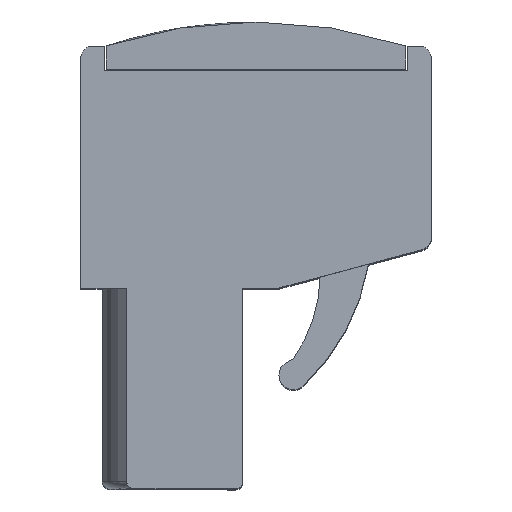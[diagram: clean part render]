
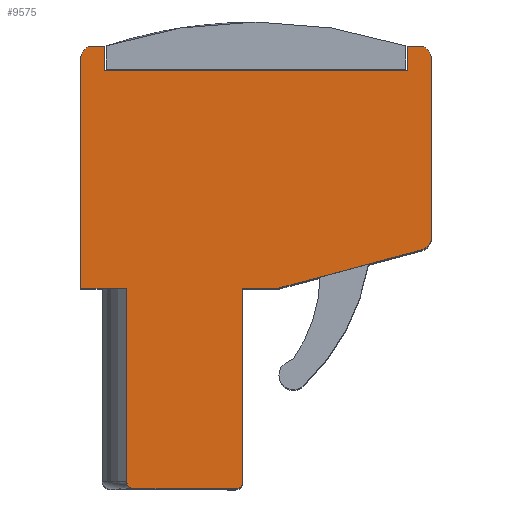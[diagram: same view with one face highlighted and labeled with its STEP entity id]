
A CAD part, top view. The second image highlights one B-rep face of the part: STEP entity #9575.
In plain terms, the highlighted planar face has unit normal (0, 0, 1).
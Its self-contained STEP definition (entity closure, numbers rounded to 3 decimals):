
#90 = DIRECTION ( 'NONE',  ( 0., 0., 1. ) ) ;
#147 = AXIS2_PLACEMENT_3D ( 'NONE', #10791, #4027, #11909 ) ;
#245 = LINE ( 'NONE', #4526, #14613 ) ;
#379 = EDGE_CURVE ( 'NONE', #6861, #14411, #7403, .T. ) ;
#385 = VERTEX_POINT ( 'NONE', #11121 ) ;
#726 = ORIENTED_EDGE ( 'NONE', *, *, #2174, .T. ) ;
#1090 = CARTESIAN_POINT ( 'NONE',  ( 10.2, 10.372, 2.54 ) ) ;
#1453 = CARTESIAN_POINT ( 'NONE',  ( 4.4, 8.3, 2.54 ) ) ;
#1489 = EDGE_CURVE ( 'NONE', #4133, #2780, #2454, .T. ) ;
#1545 = ORIENTED_EDGE ( 'NONE', *, *, #2886, .T. ) ;
#1600 = EDGE_CURVE ( 'NONE', #9412, #6861, #13910, .T. ) ;
#1602 = CARTESIAN_POINT ( 'NONE',  ( 10.7, 18.3, 2.54 ) ) ;
#1638 = VECTOR ( 'NONE', #9571, 1000. ) ;
#1661 = CARTESIAN_POINT ( 'NONE',  ( 10.7, 18.3, 2.54 ) ) ;
#2174 = EDGE_CURVE ( 'NONE', #385, #3852, #3799, .T. ) ;
#2228 = VERTEX_POINT ( 'NONE', #7793 ) ;
#2255 = EDGE_CURVE ( 'NONE', #3852, #2780, #9111, .T. ) ;
#2279 = DIRECTION ( 'NONE',  ( 1., 0., 0. ) ) ;
#2330 = DIRECTION ( 'NONE',  ( 0., 1., 0. ) ) ;
#2454 = LINE ( 'NONE', #10929, #11107 ) ;
#2490 = CIRCLE ( 'NONE', #4786, 0.5 ) ;
#2592 = CARTESIAN_POINT ( 'NONE',  ( 2.6, 0., 2.54 ) ) ;
#2780 = VERTEX_POINT ( 'NONE', #10063 ) ;
#2857 = DIRECTION ( 'NONE',  ( -1., 0., 0. ) ) ;
#2875 = VECTOR ( 'NONE', #13687, 1000. ) ;
#2886 = EDGE_CURVE ( 'NONE', #2228, #8073, #11862, .T. ) ;
#2915 = ORIENTED_EDGE ( 'NONE', *, *, #13717, .T. ) ;
#3207 = CARTESIAN_POINT ( 'NONE',  ( -3.8, 18.3, 2.54 ) ) ;
#3243 = ORIENTED_EDGE ( 'NONE', *, *, #379, .F. ) ;
#3326 = CARTESIAN_POINT ( 'NONE',  ( 0., 0., 2.54 ) ) ;
#3464 = VECTOR ( 'NONE', #11099, 1000. ) ;
#3674 = CARTESIAN_POINT ( 'NONE',  ( 9.7, 17.3, 2.54 ) ) ;
#3762 = FACE_OUTER_BOUND ( 'NONE', #7755, .T. ) ;
#3799 = LINE ( 'NONE', #3207, #3464 ) ;
#3826 = ORIENTED_EDGE ( 'NONE', *, *, #11665, .T. ) ;
#3852 = VERTEX_POINT ( 'NONE', #6494 ) ;
#4025 = ORIENTED_EDGE ( 'NONE', *, *, #10065, .F. ) ;
#4027 = DIRECTION ( 'NONE',  ( 0., 0., 1. ) ) ;
#4133 = VERTEX_POINT ( 'NONE', #8947 ) ;
#4150 = DIRECTION ( 'NONE',  ( 0., 1., 0. ) ) ;
#4166 = VERTEX_POINT ( 'NONE', #13565 ) ;
#4362 = DIRECTION ( 'NONE',  ( 1., 0., 0. ) ) ;
#4456 = DIRECTION ( 'NONE',  ( 1., 0., 0. ) ) ;
#4526 = CARTESIAN_POINT ( 'NONE',  ( 4.4, 8.3, 2.54 ) ) ;
#4559 = EDGE_CURVE ( 'NONE', #6276, #6366, #10323, .T. ) ;
#4705 = DIRECTION ( 'NONE',  ( 0., 1., 0. ) ) ;
#4786 = AXIS2_PLACEMENT_3D ( 'NONE', #6119, #14020, #7253 ) ;
#4911 = ORIENTED_EDGE ( 'NONE', *, *, #8516, .T. ) ;
#4948 = AXIS2_PLACEMENT_3D ( 'NONE', #12622, #5885, #13780 ) ;
#5615 = AXIS2_PLACEMENT_3D ( 'NONE', #1090, #9032, #2279 ) ;
#5698 = VECTOR ( 'NONE', #2857, 1000. ) ;
#5807 = VERTEX_POINT ( 'NONE', #2592 ) ;
#5820 = LINE ( 'NONE', #10336, #11461 ) ;
#5885 = DIRECTION ( 'NONE',  ( 0., 0., 1. ) ) ;
#6026 = VERTEX_POINT ( 'NONE', #10977 ) ;
#6119 = CARTESIAN_POINT ( 'NONE',  ( -3.3, 17.8, 2.54 ) ) ;
#6276 = VERTEX_POINT ( 'NONE', #13728 ) ;
#6339 = CARTESIAN_POINT ( 'NONE',  ( 10.329, 9.889, 2.54 ) ) ;
#6345 = AXIS2_PLACEMENT_3D ( 'NONE', #6897, #90, #8041 ) ;
#6366 = VERTEX_POINT ( 'NONE', #13920 ) ;
#6438 = EDGE_CURVE ( 'NONE', #9412, #7767, #14693, .T. ) ;
#6446 = EDGE_CURVE ( 'NONE', #5807, #10688, #8697, .T. ) ;
#6494 = CARTESIAN_POINT ( 'NONE',  ( -3.8, 8.3, 2.54 ) ) ;
#6567 = VERTEX_POINT ( 'NONE', #13311 ) ;
#6644 = DIRECTION ( 'NONE',  ( 1., 0., 0. ) ) ;
#6820 = ORIENTED_EDGE ( 'NONE', *, *, #8245, .T. ) ;
#6861 = VERTEX_POINT ( 'NONE', #13543 ) ;
#6897 = CARTESIAN_POINT ( 'NONE',  ( -1.6, 0.3, 2.54 ) ) ;
#7102 = EDGE_CURVE ( 'NONE', #7767, #385, #2490, .T. ) ;
#7191 = ORIENTED_EDGE ( 'NONE', *, *, #6438, .T. ) ;
#7253 = DIRECTION ( 'NONE',  ( 1., 0., 0. ) ) ;
#7334 = CARTESIAN_POINT ( 'NONE',  ( 10.7, 9.988, 2.54 ) ) ;
#7394 = DIRECTION ( 'NONE',  ( -1., 0., 0. ) ) ;
#7403 = LINE ( 'NONE', #8855, #13053 ) ;
#7457 = EDGE_CURVE ( 'NONE', #4166, #2228, #5820, .T. ) ;
#7480 = CARTESIAN_POINT ( 'NONE',  ( -1.6, 0., 2.54 ) ) ;
#7709 = CARTESIAN_POINT ( 'NONE',  ( -2.8, 18.3, 2.54 ) ) ;
#7755 = EDGE_LOOP ( 'NONE', ( #11087, #4911, #11874, #13485, #7769, #1545, #10672, #2915, #6820, #12405, #3826, #4025, #3243, #10389, #7191, #14181, #726, #7875 ) ) ;
#7767 = VERTEX_POINT ( 'NONE', #13062 ) ;
#7769 = ORIENTED_EDGE ( 'NONE', *, *, #7457, .T. ) ;
#7793 = CARTESIAN_POINT ( 'NONE',  ( 2.9, 8.3, 2.54 ) ) ;
#7875 = ORIENTED_EDGE ( 'NONE', *, *, #2255, .T. ) ;
#7949 = CARTESIAN_POINT ( 'NONE',  ( 9.7, 18.3, 2.54 ) ) ;
#8041 = DIRECTION ( 'NONE',  ( 1., 0., 0. ) ) ;
#8073 = VERTEX_POINT ( 'NONE', #1453 ) ;
#8245 = EDGE_CURVE ( 'NONE', #6567, #6276, #8438, .T. ) ;
#8438 = LINE ( 'NONE', #7334, #14078 ) ;
#8492 = CARTESIAN_POINT ( 'NONE',  ( -2.8, 18.3, 2.54 ) ) ;
#8516 = EDGE_CURVE ( 'NONE', #4133, #10688, #8599, .T. ) ;
#8599 = CIRCLE ( 'NONE', #6345, 0.3 ) ;
#8697 = LINE ( 'NONE', #11873, #5698 ) ;
#8855 = CARTESIAN_POINT ( 'NONE',  ( -2.8, 17.3, 2.54 ) ) ;
#8899 = PLANE ( 'NONE',  #12692 ) ;
#8947 = CARTESIAN_POINT ( 'NONE',  ( -1.9, 0.3, 2.54 ) ) ;
#9032 = DIRECTION ( 'NONE',  ( 0., 0., 1. ) ) ;
#9111 = LINE ( 'NONE', #12319, #11733 ) ;
#9412 = VERTEX_POINT ( 'NONE', #8492 ) ;
#9571 = DIRECTION ( 'NONE',  ( -1., 0., 0. ) ) ;
#9575 = ADVANCED_FACE ( 'NONE', ( #3762 ), #8899, .T. ) ;
#10063 = CARTESIAN_POINT ( 'NONE',  ( -1.9, 8.3, 2.54 ) ) ;
#10065 = EDGE_CURVE ( 'NONE', #14411, #6026, #13859, .T. ) ;
#10323 = CIRCLE ( 'NONE', #147, 0.5 ) ;
#10329 = LINE ( 'NONE', #1661, #1638 ) ;
#10336 = CARTESIAN_POINT ( 'NONE',  ( 2.9, 0., 2.54 ) ) ;
#10389 = ORIENTED_EDGE ( 'NONE', *, *, #1600, .F. ) ;
#10506 = VECTOR ( 'NONE', #2330, 1000. ) ;
#10672 = ORIENTED_EDGE ( 'NONE', *, *, #14275, .T. ) ;
#10688 = VERTEX_POINT ( 'NONE', #7480 ) ;
#10791 = CARTESIAN_POINT ( 'NONE',  ( 10.2, 17.8, 2.54 ) ) ;
#10929 = CARTESIAN_POINT ( 'NONE',  ( -1.9, 0., 2.54 ) ) ;
#10977 = CARTESIAN_POINT ( 'NONE',  ( 9.7, 18.3, 2.54 ) ) ;
#11087 = ORIENTED_EDGE ( 'NONE', *, *, #1489, .F. ) ;
#11099 = DIRECTION ( 'NONE',  ( 0., -1., 0. ) ) ;
#11107 = VECTOR ( 'NONE', #4150, 1000. ) ;
#11121 = CARTESIAN_POINT ( 'NONE',  ( -3.8, 17.8, 2.54 ) ) ;
#11221 = DIRECTION ( 'NONE',  ( 0., 0., 1. ) ) ;
#11461 = VECTOR ( 'NONE', #4705, 1000. ) ;
#11665 = EDGE_CURVE ( 'NONE', #6366, #6026, #10329, .T. ) ;
#11685 = VECTOR ( 'NONE', #7394, 1000. ) ;
#11733 = VECTOR ( 'NONE', #6644, 1000. ) ;
#11862 = LINE ( 'NONE', #12529, #2875 ) ;
#11873 = CARTESIAN_POINT ( 'NONE',  ( -1.9, 0., 2.54 ) ) ;
#11874 = ORIENTED_EDGE ( 'NONE', *, *, #6446, .F. ) ;
#11909 = DIRECTION ( 'NONE',  ( 1., 0., 0. ) ) ;
#12214 = VERTEX_POINT ( 'NONE', #6339 ) ;
#12319 = CARTESIAN_POINT ( 'NONE',  ( -3.8, 8.3, 2.54 ) ) ;
#12405 = ORIENTED_EDGE ( 'NONE', *, *, #4559, .T. ) ;
#12529 = CARTESIAN_POINT ( 'NONE',  ( -3.8, 8.3, 2.54 ) ) ;
#12622 = CARTESIAN_POINT ( 'NONE',  ( 2.6, 0.3, 2.54 ) ) ;
#12692 = AXIS2_PLACEMENT_3D ( 'NONE', #3326, #11221, #4456 ) ;
#13003 = DIRECTION ( 'NONE',  ( 0., 1., 0. ) ) ;
#13053 = VECTOR ( 'NONE', #4362, 1000. ) ;
#13062 = CARTESIAN_POINT ( 'NONE',  ( -3.3, 18.3, 2.54 ) ) ;
#13311 = CARTESIAN_POINT ( 'NONE',  ( 10.7, 10.372, 2.54 ) ) ;
#13485 = ORIENTED_EDGE ( 'NONE', *, *, #14362, .T. ) ;
#13536 = DIRECTION ( 'NONE',  ( 0.966, 0.259, 0. ) ) ;
#13543 = CARTESIAN_POINT ( 'NONE',  ( -2.8, 17.3, 2.54 ) ) ;
#13559 = VECTOR ( 'NONE', #14468, 1000. ) ;
#13565 = CARTESIAN_POINT ( 'NONE',  ( 2.9, 0.3, 2.54 ) ) ;
#13687 = DIRECTION ( 'NONE',  ( 1., 0., 0. ) ) ;
#13717 = EDGE_CURVE ( 'NONE', #12214, #6567, #14313, .T. ) ;
#13728 = CARTESIAN_POINT ( 'NONE',  ( 10.7, 17.8, 2.54 ) ) ;
#13780 = DIRECTION ( 'NONE',  ( 1., 0., 0. ) ) ;
#13859 = LINE ( 'NONE', #7949, #10506 ) ;
#13910 = LINE ( 'NONE', #7709, #13559 ) ;
#13920 = CARTESIAN_POINT ( 'NONE',  ( 10.2, 18.3, 2.54 ) ) ;
#14020 = DIRECTION ( 'NONE',  ( 0., 0., 1. ) ) ;
#14055 = CIRCLE ( 'NONE', #4948, 0.3 ) ;
#14078 = VECTOR ( 'NONE', #13003, 1000. ) ;
#14181 = ORIENTED_EDGE ( 'NONE', *, *, #7102, .T. ) ;
#14275 = EDGE_CURVE ( 'NONE', #8073, #12214, #245, .T. ) ;
#14313 = CIRCLE ( 'NONE', #5615, 0.5 ) ;
#14362 = EDGE_CURVE ( 'NONE', #5807, #4166, #14055, .T. ) ;
#14411 = VERTEX_POINT ( 'NONE', #3674 ) ;
#14468 = DIRECTION ( 'NONE',  ( 0., -1., 0. ) ) ;
#14613 = VECTOR ( 'NONE', #13536, 1000. ) ;
#14693 = LINE ( 'NONE', #1602, #11685 ) ;
